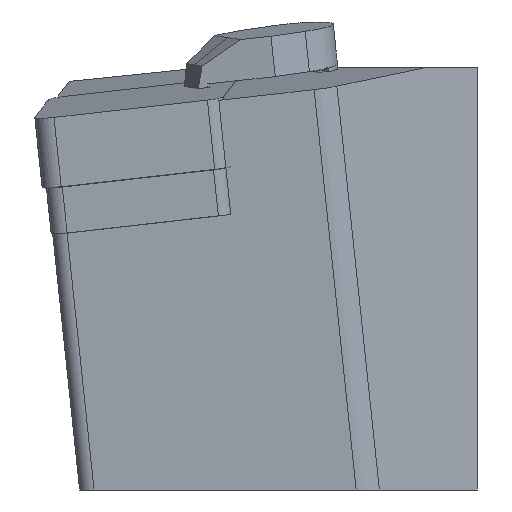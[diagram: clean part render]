
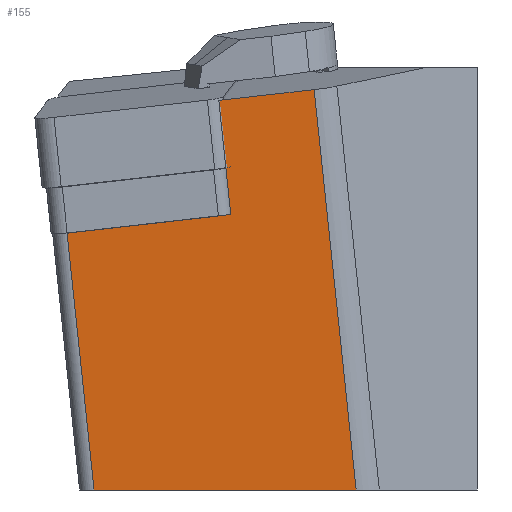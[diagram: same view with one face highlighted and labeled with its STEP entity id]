
A CAD part, left-side view. The second image highlights one B-rep face of the part: STEP entity #155.
In plain terms, the highlighted planar face has unit normal (-0.992, -0.087, -0.096).
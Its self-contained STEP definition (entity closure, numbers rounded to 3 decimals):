
#155=ADVANCED_FACE('',(#262),#217,.F.);
#217=PLANE('',#1317);
#262=FACE_OUTER_BOUND('',#324,.T.);
#324=EDGE_LOOP('',(#706,#707,#708,#709,#710,#711,#712));
#379=LINE('',#1743,#509);
#392=LINE('',#1772,#522);
#396=LINE('',#1785,#526);
#423=LINE('',#1846,#553);
#424=LINE('',#1848,#554);
#425=LINE('',#1849,#555);
#426=LINE('',#1851,#556);
#509=VECTOR('',#1405,1.);
#522=VECTOR('',#1426,1.);
#526=VECTOR('',#1438,1.);
#553=VECTOR('',#1483,1.);
#554=VECTOR('',#1486,1.);
#555=VECTOR('',#1487,1.);
#556=VECTOR('',#1488,1.);
#706=ORIENTED_EDGE('',*,*,#1094,.F.);
#707=ORIENTED_EDGE('',*,*,#1147,.F.);
#708=ORIENTED_EDGE('',*,*,#1146,.T.);
#709=ORIENTED_EDGE('',*,*,#1148,.F.);
#710=ORIENTED_EDGE('',*,*,#1149,.T.);
#711=ORIENTED_EDGE('',*,*,#1115,.F.);
#712=ORIENTED_EDGE('',*,*,#1108,.T.);
#979=VERTEX_POINT('',#1741);
#981=VERTEX_POINT('',#1744);
#993=VERTEX_POINT('',#1773);
#998=VERTEX_POINT('',#1786);
#1021=VERTEX_POINT('',#1843);
#1022=VERTEX_POINT('',#1845);
#1023=VERTEX_POINT('',#1850);
#1094=EDGE_CURVE('',#979,#981,#379,.T.);
#1108=EDGE_CURVE('',#993,#981,#392,.T.);
#1115=EDGE_CURVE('',#993,#998,#396,.T.);
#1146=EDGE_CURVE('',#1021,#1022,#423,.T.);
#1147=EDGE_CURVE('',#1021,#979,#424,.T.);
#1148=EDGE_CURVE('',#1023,#1022,#425,.T.);
#1149=EDGE_CURVE('',#1023,#998,#426,.T.);
#1317=AXIS2_PLACEMENT_3D('',#1852,#1489,#1490);
#1405=DIRECTION('',(0.076,-0.991,0.112));
#1426=DIRECTION('',(0.105,-0.104,-0.989));
#1438=DIRECTION('',(0.076,-0.991,0.112));
#1483=DIRECTION('',(0.105,-0.104,-0.989));
#1486=DIRECTION('',(0.076,-0.991,0.112));
#1487=DIRECTION('',(-0.087,0.996,0.));
#1488=DIRECTION('',(-0.105,0.104,0.989));
#1489=DIRECTION('',(0.992,0.087,0.096));
#1490=DIRECTION('',(0.096,0.,-0.995));
#1741=CARTESIAN_POINT('',(4.264,34.117,-12.874));
#1743=CARTESIAN_POINT('',(2.633,55.404,-15.284));
#1744=CARTESIAN_POINT('',(4.327,33.283,-12.78));
#1772=CARTESIAN_POINT('',(2.237,35.362,7.002));
#1773=CARTESIAN_POINT('',(2.7,34.902,2.62));
#1785=CARTESIAN_POINT('',(1.006,57.023,0.116));
#1786=CARTESIAN_POINT('',(3.686,22.032,4.077));
#1843=CARTESIAN_POINT('',(2.633,55.404,-15.284));
#1845=CARTESIAN_POINT('',(6.302,51.756,-50.));
#1846=CARTESIAN_POINT('',(7.246,50.817,-58.932));
#1848=CARTESIAN_POINT('',(2.633,55.404,-15.284));
#1849=CARTESIAN_POINT('',(6.391,50.742,-50.));
#1850=CARTESIAN_POINT('',(9.401,16.349,-50.));
#1851=CARTESIAN_POINT('',(9.926,15.826,-54.971));
#1852=CARTESIAN_POINT('',(7.246,50.817,-58.932));
